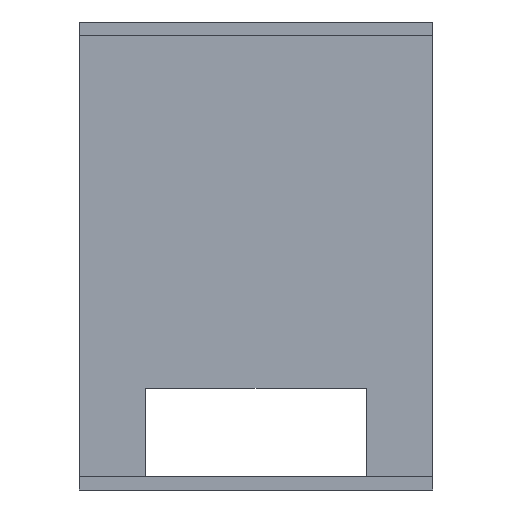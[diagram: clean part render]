
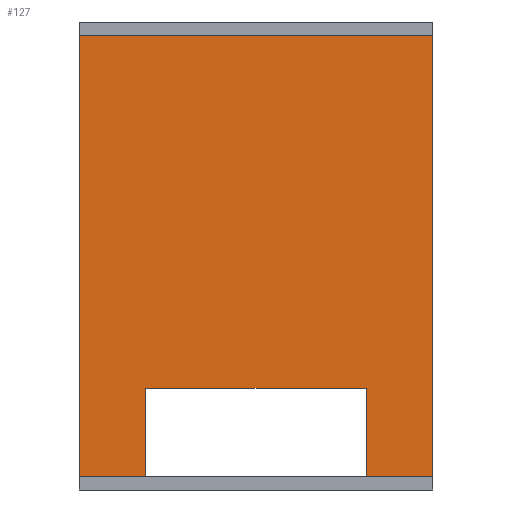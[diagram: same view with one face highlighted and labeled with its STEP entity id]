
A CAD part, front view. The second image highlights one B-rep face of the part: STEP entity #127.
In plain terms, the highlighted planar face has unit normal (0, -1, 0).
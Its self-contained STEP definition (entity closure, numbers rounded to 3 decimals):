
#3 = CARTESIAN_POINT ( 'NONE',  ( 26., 0., -32. ) ) ;
#21 = CARTESIAN_POINT ( 'NONE',  ( 0., 0., -40. ) ) ;
#30 = ORIENTED_EDGE ( 'NONE', *, *, #78, .F. ) ;
#36 = CARTESIAN_POINT ( 'NONE',  ( 26., 0., -32. ) ) ;
#66 = EDGE_CURVE ( 'NONE', #344, #247, #482, .T. ) ;
#75 = DIRECTION ( 'NONE',  ( 0., 0., -1. ) ) ;
#77 = LINE ( 'NONE', #578, #630 ) ;
#78 = EDGE_CURVE ( 'NONE', #403, #344, #351, .T. ) ;
#84 = VECTOR ( 'NONE', #92, 1000. ) ;
#92 = DIRECTION ( 'NONE',  ( 0., 0., -1. ) ) ;
#99 = CARTESIAN_POINT ( 'NONE',  ( 0., 0., -40. ) ) ;
#113 = ORIENTED_EDGE ( 'NONE', *, *, #348, .T. ) ;
#118 = VECTOR ( 'NONE', #434, 1000. ) ;
#119 = CARTESIAN_POINT ( 'NONE',  ( 0., 0., 0. ) ) ;
#122 = VECTOR ( 'NONE', #297, 1000. ) ;
#127 = ADVANCED_FACE ( 'NONE', ( #621 ), #340, .T. ) ;
#138 = ORIENTED_EDGE ( 'NONE', *, *, #632, .F. ) ;
#141 = CARTESIAN_POINT ( 'NONE',  ( 6., 0., -40. ) ) ;
#154 = ORIENTED_EDGE ( 'NONE', *, *, #704, .T. ) ;
#155 = DIRECTION ( 'NONE',  ( -1., 0., 0. ) ) ;
#167 = VERTEX_POINT ( 'NONE', #423 ) ;
#169 = VECTOR ( 'NONE', #155, 1000. ) ;
#187 = CARTESIAN_POINT ( 'NONE',  ( 0., 0., 0. ) ) ;
#215 = ORIENTED_EDGE ( 'NONE', *, *, #522, .T. ) ;
#247 = VERTEX_POINT ( 'NONE', #523 ) ;
#248 = VERTEX_POINT ( 'NONE', #36 ) ;
#249 = EDGE_CURVE ( 'NONE', #582, #167, #295, .T. ) ;
#262 = ORIENTED_EDGE ( 'NONE', *, *, #249, .F. ) ;
#272 = EDGE_CURVE ( 'NONE', #167, #563, #77, .T. ) ;
#295 = LINE ( 'NONE', #99, #169 ) ;
#297 = DIRECTION ( 'NONE',  ( 1., 0., 0. ) ) ;
#303 = VECTOR ( 'NONE', #390, 1000. ) ;
#315 = CARTESIAN_POINT ( 'NONE',  ( 32., 0., 0. ) ) ;
#318 = CARTESIAN_POINT ( 'NONE',  ( 6., 0., -32. ) ) ;
#339 = LINE ( 'NONE', #187, #122 ) ;
#340 = PLANE ( 'NONE',  #546 ) ;
#344 = VERTEX_POINT ( 'NONE', #595 ) ;
#348 = EDGE_CURVE ( 'NONE', #508, #248, #597, .T. ) ;
#351 = LINE ( 'NONE', #701, #84 ) ;
#358 = DIRECTION ( 'NONE',  ( 0., 0., 1. ) ) ;
#363 = DIRECTION ( 'NONE',  ( 0., 0., 1. ) ) ;
#379 = ORIENTED_EDGE ( 'NONE', *, *, #272, .F. ) ;
#390 = DIRECTION ( 'NONE',  ( 0., 0., -1. ) ) ;
#403 = VERTEX_POINT ( 'NONE', #315 ) ;
#406 = LINE ( 'NONE', #141, #664 ) ;
#423 = CARTESIAN_POINT ( 'NONE',  ( 0., 0., -40. ) ) ;
#434 = DIRECTION ( 'NONE',  ( 1., 0., 0. ) ) ;
#437 = ORIENTED_EDGE ( 'NONE', *, *, #66, .F. ) ;
#443 = CARTESIAN_POINT ( 'NONE',  ( 6., 0., -32. ) ) ;
#482 = LINE ( 'NONE', #21, #697 ) ;
#505 = LINE ( 'NONE', #3, #303 ) ;
#508 = VERTEX_POINT ( 'NONE', #443 ) ;
#517 = EDGE_LOOP ( 'NONE', ( #379, #262, #154, #113, #215, #437, #30, #138 ) ) ;
#522 = EDGE_CURVE ( 'NONE', #248, #247, #505, .T. ) ;
#523 = CARTESIAN_POINT ( 'NONE',  ( 26., 0., -40. ) ) ;
#546 = AXIS2_PLACEMENT_3D ( 'NONE', #680, #554, #75 ) ;
#554 = DIRECTION ( 'NONE',  ( 0., -1., 0. ) ) ;
#558 = CARTESIAN_POINT ( 'NONE',  ( 6., 0., -40. ) ) ;
#563 = VERTEX_POINT ( 'NONE', #119 ) ;
#567 = DIRECTION ( 'NONE',  ( -1., 0., 0. ) ) ;
#578 = CARTESIAN_POINT ( 'NONE',  ( 0., 0., -40. ) ) ;
#582 = VERTEX_POINT ( 'NONE', #558 ) ;
#595 = CARTESIAN_POINT ( 'NONE',  ( 32., 0., -40. ) ) ;
#597 = LINE ( 'NONE', #318, #118 ) ;
#621 = FACE_OUTER_BOUND ( 'NONE', #517, .T. ) ;
#630 = VECTOR ( 'NONE', #363, 1000. ) ;
#632 = EDGE_CURVE ( 'NONE', #563, #403, #339, .T. ) ;
#664 = VECTOR ( 'NONE', #358, 1000. ) ;
#680 = CARTESIAN_POINT ( 'NONE',  ( 0., 0., 0. ) ) ;
#697 = VECTOR ( 'NONE', #567, 1000. ) ;
#701 = CARTESIAN_POINT ( 'NONE',  ( 32., 0., -41.2 ) ) ;
#704 = EDGE_CURVE ( 'NONE', #582, #508, #406, .T. ) ;
